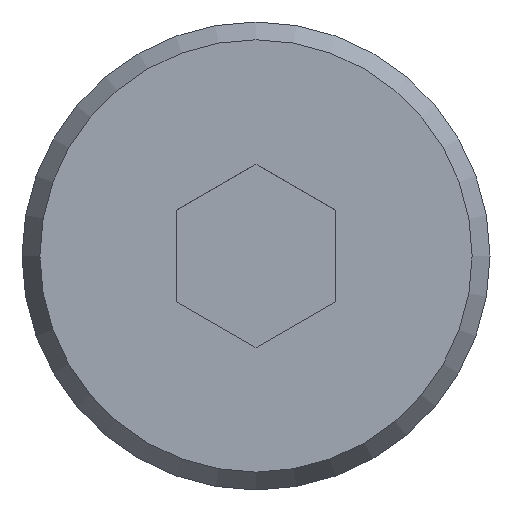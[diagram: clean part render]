
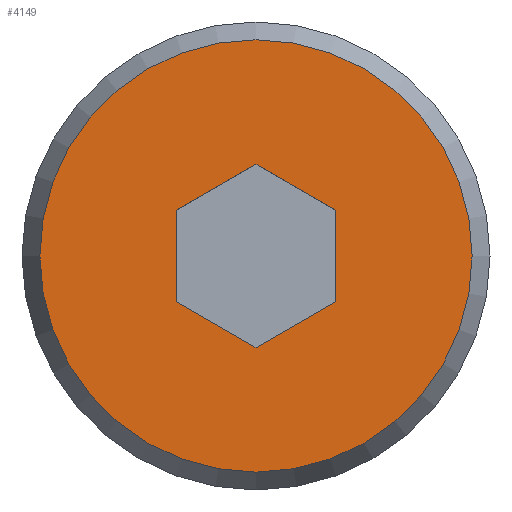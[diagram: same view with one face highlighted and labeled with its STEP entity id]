
A CAD part, top view. The second image highlights one B-rep face of the part: STEP entity #4149.
In plain terms, the highlighted planar face has unit normal (0, 0, 1).
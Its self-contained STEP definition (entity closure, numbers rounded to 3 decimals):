
#73=PLANE('',#4368);
#222=CIRCLE('',#4369,2.663);
#228=LINE('',#6743,#377);
#229=LINE('',#6746,#378);
#230=LINE('',#6748,#379);
#231=LINE('',#6750,#380);
#232=LINE('',#6752,#381);
#233=LINE('',#6754,#382);
#377=VECTOR('',#4536,1000.);
#378=VECTOR('',#4537,1000.);
#379=VECTOR('',#4538,1000.);
#380=VECTOR('',#4539,1000.);
#381=VECTOR('',#4540,1000.);
#382=VECTOR('',#4541,1000.);
#804=ORIENTED_EDGE('',*,*,#1665,.F.);
#805=ORIENTED_EDGE('',*,*,#1666,.F.);
#806=ORIENTED_EDGE('',*,*,#1667,.F.);
#807=ORIENTED_EDGE('',*,*,#1668,.F.);
#808=ORIENTED_EDGE('',*,*,#1669,.F.);
#809=ORIENTED_EDGE('',*,*,#1670,.F.);
#810=ORIENTED_EDGE('',*,*,#1671,.T.);
#1665=EDGE_CURVE('',#2096,#2097,#228,.T.);
#1666=EDGE_CURVE('',#2098,#2096,#229,.T.);
#1667=EDGE_CURVE('',#2099,#2098,#230,.T.);
#1668=EDGE_CURVE('',#2100,#2099,#231,.T.);
#1669=EDGE_CURVE('',#2101,#2100,#232,.T.);
#1670=EDGE_CURVE('',#2097,#2101,#233,.T.);
#1671=EDGE_CURVE('',#2102,#2102,#222,.T.);
#2096=VERTEX_POINT('',#6744);
#2097=VERTEX_POINT('',#6745);
#2098=VERTEX_POINT('',#6747);
#2099=VERTEX_POINT('',#6749);
#2100=VERTEX_POINT('',#6751);
#2101=VERTEX_POINT('',#6753);
#2102=VERTEX_POINT('',#6756);
#2386=EDGE_LOOP('',(#804,#805,#806,#807,#808,#809));
#2387=EDGE_LOOP('',(#810));
#2597=FACE_BOUND('',#2386,.T.);
#2598=FACE_BOUND('',#2387,.T.);
#4149=ADVANCED_FACE('',(#2597,#2598),#73,.T.);
#4368=AXIS2_PLACEMENT_3D('',#6742,#4534,#4535);
#4369=AXIS2_PLACEMENT_3D('',#6755,#4542,#4543);
#4534=DIRECTION('',(0.,0.,1.));
#4535=DIRECTION('',(1.,0.,0.));
#4536=DIRECTION('',(0.,1.,0.));
#4537=DIRECTION('',(0.866,0.5,0.));
#4538=DIRECTION('',(0.866,-0.5,0.));
#4539=DIRECTION('',(0.,-1.,0.));
#4540=DIRECTION('',(-0.866,-0.5,0.));
#4541=DIRECTION('',(-0.866,0.5,0.));
#4542=DIRECTION('',(0.,0.,1.));
#4543=DIRECTION('',(1.,0.,0.));
#6742=CARTESIAN_POINT('',(0.,0.,2.323));
#6743=CARTESIAN_POINT('',(0.978,-0.565,2.323));
#6744=CARTESIAN_POINT('',(0.978,-0.565,2.323));
#6745=CARTESIAN_POINT('',(0.978,0.565,2.323));
#6746=CARTESIAN_POINT('',(0.,-1.129,2.323));
#6747=CARTESIAN_POINT('',(0.,-1.129,2.323));
#6748=CARTESIAN_POINT('',(-0.978,-0.565,2.323));
#6749=CARTESIAN_POINT('',(-0.978,-0.565,2.323));
#6750=CARTESIAN_POINT('',(-0.978,0.565,2.323));
#6751=CARTESIAN_POINT('',(-0.978,0.565,2.323));
#6752=CARTESIAN_POINT('',(0.,1.129,2.323));
#6753=CARTESIAN_POINT('',(0.,1.129,2.323));
#6754=CARTESIAN_POINT('',(0.978,0.565,2.323));
#6755=CARTESIAN_POINT('',(0.,0.,2.323));
#6756=CARTESIAN_POINT('',(2.663,0.,2.323));
